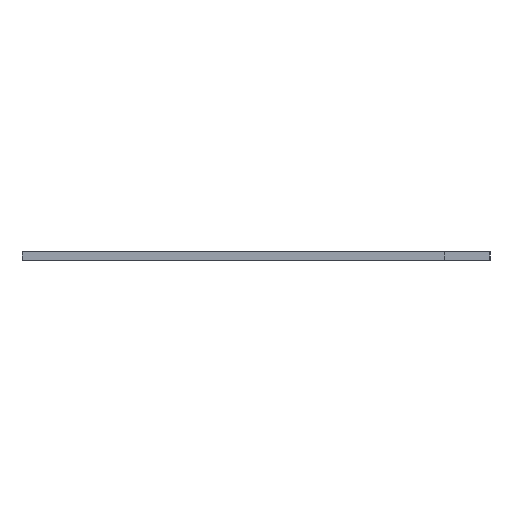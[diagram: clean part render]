
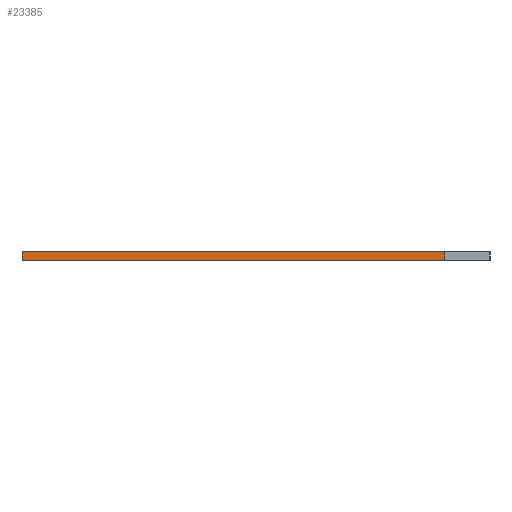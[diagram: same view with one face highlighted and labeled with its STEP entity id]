
A CAD part, left-side view. The second image highlights one B-rep face of the part: STEP entity #23385.
In plain terms, the highlighted planar face has unit normal (-1, 0, 0).
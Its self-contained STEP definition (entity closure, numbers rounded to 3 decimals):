
#83 = PLANE('',#84);
#84 = AXIS2_PLACEMENT_3D('',#85,#86,#87);
#85 = CARTESIAN_POINT('',(152.536,-103.115,1.6));
#86 = DIRECTION('',(-0.,-0.,-1.));
#87 = DIRECTION('',(-1.,0.,0.));
#137 = PLANE('',#138);
#138 = AXIS2_PLACEMENT_3D('',#139,#140,#141);
#139 = CARTESIAN_POINT('',(152.536,-103.115,0.));
#140 = DIRECTION('',(-0.,-0.,-1.));
#141 = DIRECTION('',(-1.,0.,0.));
#170 = PLANE('',#171);
#171 = AXIS2_PLACEMENT_3D('',#172,#173,#174);
#172 = CARTESIAN_POINT('',(-25.406,-63.084,0.));
#173 = DIRECTION('',(0.,1.,0.));
#174 = DIRECTION('',(1.,0.,0.));
#358 = VERTEX_POINT('',#359);
#359 = CARTESIAN_POINT('',(-25.4,-140.59,0.));
#373 = PLANE('',#374);
#374 = AXIS2_PLACEMENT_3D('',#375,#376,#377);
#375 = CARTESIAN_POINT('',(217.95,-140.59,0.));
#376 = DIRECTION('',(0.,-1.,0.));
#377 = DIRECTION('',(-1.,0.,0.));
#385 = EDGE_CURVE('',#358,#386,#388,.T.);
#386 = VERTEX_POINT('',#387);
#387 = CARTESIAN_POINT('',(-25.406,-63.084,0.));
#388 = SURFACE_CURVE('',#389,(#393,#400),.PCURVE_S1.);
#389 = LINE('',#390,#391);
#390 = CARTESIAN_POINT('',(-25.4,-140.59,0.));
#391 = VECTOR('',#392,1.);
#392 = DIRECTION('',(0.,1.,0.));
#393 = PCURVE('',#137,#394);
#394 = DEFINITIONAL_REPRESENTATION('',(#395),#399);
#395 = LINE('',#396,#397);
#396 = CARTESIAN_POINT('',(177.936,-37.475));
#397 = VECTOR('',#398,1.);
#398 = DIRECTION('',(0.,1.));
#399 = ( GEOMETRIC_REPRESENTATION_CONTEXT(2) 
PARAMETRIC_REPRESENTATION_CONTEXT() REPRESENTATION_CONTEXT('2D SPACE',''
  ) );
#400 = PCURVE('',#401,#406);
#401 = PLANE('',#402);
#402 = AXIS2_PLACEMENT_3D('',#403,#404,#405);
#403 = CARTESIAN_POINT('',(-25.4,-140.59,0.));
#404 = DIRECTION('',(-1.,0.,0.));
#405 = DIRECTION('',(0.,1.,0.));
#406 = DEFINITIONAL_REPRESENTATION('',(#407),#411);
#407 = LINE('',#408,#409);
#408 = CARTESIAN_POINT('',(0.,0.));
#409 = VECTOR('',#410,1.);
#410 = DIRECTION('',(1.,0.));
#411 = ( GEOMETRIC_REPRESENTATION_CONTEXT(2) 
PARAMETRIC_REPRESENTATION_CONTEXT() REPRESENTATION_CONTEXT('2D SPACE',''
  ) );
#12981 = VERTEX_POINT('',#12982);
#12982 = CARTESIAN_POINT('',(-25.4,-140.59,1.6));
#13003 = EDGE_CURVE('',#12981,#13004,#13006,.T.);
#13004 = VERTEX_POINT('',#13005);
#13005 = CARTESIAN_POINT('',(-25.406,-63.084,1.6));
#13006 = SURFACE_CURVE('',#13007,(#13011,#13018),.PCURVE_S1.);
#13007 = LINE('',#13008,#13009);
#13008 = CARTESIAN_POINT('',(-25.4,-140.59,1.6));
#13009 = VECTOR('',#13010,1.);
#13010 = DIRECTION('',(0.,1.,0.));
#13011 = PCURVE('',#83,#13012);
#13012 = DEFINITIONAL_REPRESENTATION('',(#13013),#13017);
#13013 = LINE('',#13014,#13015);
#13014 = CARTESIAN_POINT('',(177.936,-37.475));
#13015 = VECTOR('',#13016,1.);
#13016 = DIRECTION('',(0.,1.));
#13017 = ( GEOMETRIC_REPRESENTATION_CONTEXT(2) 
PARAMETRIC_REPRESENTATION_CONTEXT() REPRESENTATION_CONTEXT('2D SPACE',''
  ) );
#13018 = PCURVE('',#401,#13019);
#13019 = DEFINITIONAL_REPRESENTATION('',(#13020),#13024);
#13020 = LINE('',#13021,#13022);
#13021 = CARTESIAN_POINT('',(0.,-1.6));
#13022 = VECTOR('',#13023,1.);
#13023 = DIRECTION('',(1.,0.));
#13024 = ( GEOMETRIC_REPRESENTATION_CONTEXT(2) 
PARAMETRIC_REPRESENTATION_CONTEXT() REPRESENTATION_CONTEXT('2D SPACE',''
  ) );
#23335 = EDGE_CURVE('',#386,#13004,#23336,.T.);
#23336 = SURFACE_CURVE('',#23337,(#23341,#23348),.PCURVE_S1.);
#23337 = LINE('',#23338,#23339);
#23338 = CARTESIAN_POINT('',(-25.406,-63.084,0.));
#23339 = VECTOR('',#23340,1.);
#23340 = DIRECTION('',(0.,0.,1.));
#23341 = PCURVE('',#170,#23342);
#23342 = DEFINITIONAL_REPRESENTATION('',(#23343),#23347);
#23343 = LINE('',#23344,#23345);
#23344 = CARTESIAN_POINT('',(0.,0.));
#23345 = VECTOR('',#23346,1.);
#23346 = DIRECTION('',(0.,-1.));
#23347 = ( GEOMETRIC_REPRESENTATION_CONTEXT(2) 
PARAMETRIC_REPRESENTATION_CONTEXT() REPRESENTATION_CONTEXT('2D SPACE',''
  ) );
#23348 = PCURVE('',#401,#23349);
#23349 = DEFINITIONAL_REPRESENTATION('',(#23350),#23354);
#23350 = LINE('',#23351,#23352);
#23351 = CARTESIAN_POINT('',(77.506,0.));
#23352 = VECTOR('',#23353,1.);
#23353 = DIRECTION('',(0.,-1.));
#23354 = ( GEOMETRIC_REPRESENTATION_CONTEXT(2) 
PARAMETRIC_REPRESENTATION_CONTEXT() REPRESENTATION_CONTEXT('2D SPACE',''
  ) );
#23385 = ADVANCED_FACE('',(#23386),#401,.T.);
#23386 = FACE_BOUND('',#23387,.T.);
#23387 = EDGE_LOOP('',(#23388,#23409,#23410,#23411));
#23388 = ORIENTED_EDGE('',*,*,#23389,.T.);
#23389 = EDGE_CURVE('',#358,#12981,#23390,.T.);
#23390 = SURFACE_CURVE('',#23391,(#23395,#23402),.PCURVE_S1.);
#23391 = LINE('',#23392,#23393);
#23392 = CARTESIAN_POINT('',(-25.4,-140.59,0.));
#23393 = VECTOR('',#23394,1.);
#23394 = DIRECTION('',(0.,0.,1.));
#23395 = PCURVE('',#401,#23396);
#23396 = DEFINITIONAL_REPRESENTATION('',(#23397),#23401);
#23397 = LINE('',#23398,#23399);
#23398 = CARTESIAN_POINT('',(0.,0.));
#23399 = VECTOR('',#23400,1.);
#23400 = DIRECTION('',(0.,-1.));
#23401 = ( GEOMETRIC_REPRESENTATION_CONTEXT(2) 
PARAMETRIC_REPRESENTATION_CONTEXT() REPRESENTATION_CONTEXT('2D SPACE',''
  ) );
#23402 = PCURVE('',#373,#23403);
#23403 = DEFINITIONAL_REPRESENTATION('',(#23404),#23408);
#23404 = LINE('',#23405,#23406);
#23405 = CARTESIAN_POINT('',(243.35,0.));
#23406 = VECTOR('',#23407,1.);
#23407 = DIRECTION('',(0.,-1.));
#23408 = ( GEOMETRIC_REPRESENTATION_CONTEXT(2) 
PARAMETRIC_REPRESENTATION_CONTEXT() REPRESENTATION_CONTEXT('2D SPACE',''
  ) );
#23409 = ORIENTED_EDGE('',*,*,#13003,.T.);
#23410 = ORIENTED_EDGE('',*,*,#23335,.F.);
#23411 = ORIENTED_EDGE('',*,*,#385,.F.);
